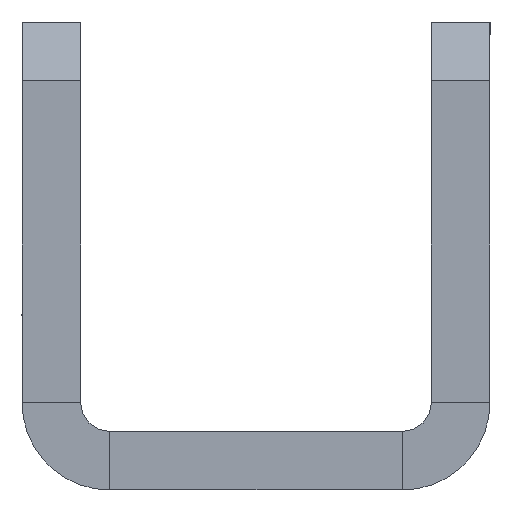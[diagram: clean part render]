
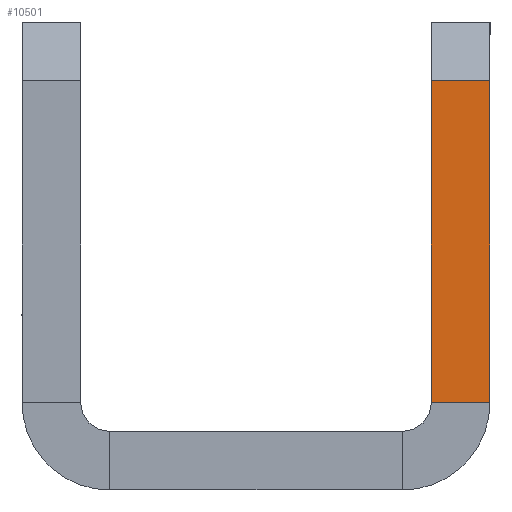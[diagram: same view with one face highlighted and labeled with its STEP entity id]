
A CAD part, left-side view. The second image highlights one B-rep face of the part: STEP entity #10501.
In plain terms, the highlighted planar face has unit normal (-1, 0, 0).
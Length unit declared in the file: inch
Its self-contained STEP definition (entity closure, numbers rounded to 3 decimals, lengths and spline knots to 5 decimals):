
#1271 = CARTESIAN_POINT ( 'NONE',  ( 0., 0., 0.125 ) ) ;
#1275 = PLANE ( 'NONE',  #6440 ) ;
#1276 = DIRECTION ( 'NONE',  ( 1., 0., 0. ) ) ;
#1277 = DIRECTION ( 'NONE',  ( 0., 0., -1. ) ) ;
#2402 = CARTESIAN_POINT ( 'NONE',  ( 0., 0.125, 0.875 ) ) ;
#2430 = CARTESIAN_POINT ( 'NONE',  ( 0., 0., 0.187 ) ) ;
#2432 = CARTESIAN_POINT ( 'NONE',  ( 0., 0.125, 0.187 ) ) ;
#2834 = EDGE_LOOP ( 'NONE', ( #16091, #16090, #16089, #16088 ) ) ;
#4419 = CARTESIAN_POINT ( 'NONE',  ( 0., 0., 0.875 ) ) ;
#5693 = CARTESIAN_POINT ( 'NONE',  ( 0., 0.125, 0.125 ) ) ;
#5694 = DIRECTION ( 'NONE',  ( 0., 0., -1. ) ) ;
#5699 = CARTESIAN_POINT ( 'NONE',  ( 0., 0., 0.875 ) ) ;
#5704 = DIRECTION ( 'NONE',  ( 0., 1., 0. ) ) ;
#5705 = CARTESIAN_POINT ( 'NONE',  ( 0., 0., 0.125 ) ) ;
#5706 = DIRECTION ( 'NONE',  ( 0., 0., -1. ) ) ;
#5723 = CARTESIAN_POINT ( 'NONE',  ( 0., 0., 0.187 ) ) ;
#5724 = DIRECTION ( 'NONE',  ( 0., -1., 0. ) ) ;
#6047 = FACE_OUTER_BOUND ( 'NONE', #2834, .T. ) ;
#6440 = AXIS2_PLACEMENT_3D ( 'NONE', #1271, #1276, #1277 ) ;
#8362 = LINE ( 'NONE', #5699, #8373 ) ;
#8369 = LINE ( 'NONE', #5693, #8371 ) ;
#8371 = VECTOR ( 'NONE', #5694, 39.37008 ) ;
#8372 = LINE ( 'NONE', #5705, #8375 ) ;
#8373 = VECTOR ( 'NONE', #5704, 39.37008 ) ;
#8375 = VECTOR ( 'NONE', #5706, 39.37008 ) ;
#8391 = LINE ( 'NONE', #5723, #8393 ) ;
#8393 = VECTOR ( 'NONE', #5724, 39.37008 ) ;
#10501 = ADVANCED_FACE ( 'NONE', ( #6047 ), #1275, .F. ) ;
#12466 = EDGE_CURVE ( 'NONE', #15256, #15286, #8369, .T. ) ;
#12467 = EDGE_CURVE ( 'NONE', #13575, #15256, #8362, .T. ) ;
#12468 = EDGE_CURVE ( 'NONE', #13575, #15284, #8372, .T. ) ;
#12479 = EDGE_CURVE ( 'NONE', #15286, #15284, #8391, .T. ) ;
#13575 = VERTEX_POINT ( 'NONE', #4419 ) ;
#15256 = VERTEX_POINT ( 'NONE', #2402 ) ;
#15284 = VERTEX_POINT ( 'NONE', #2430 ) ;
#15286 = VERTEX_POINT ( 'NONE', #2432 ) ;
#16088 = ORIENTED_EDGE ( 'NONE', *, *, #12479, .T. ) ;
#16089 = ORIENTED_EDGE ( 'NONE', *, *, #12466, .T. ) ;
#16090 = ORIENTED_EDGE ( 'NONE', *, *, #12467, .T. ) ;
#16091 = ORIENTED_EDGE ( 'NONE', *, *, #12468, .F. ) ;
